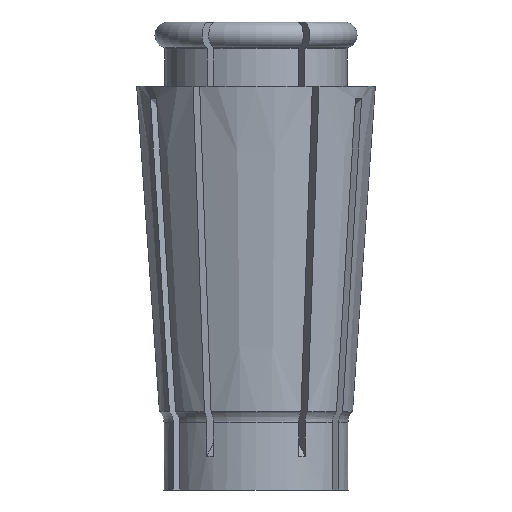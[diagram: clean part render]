
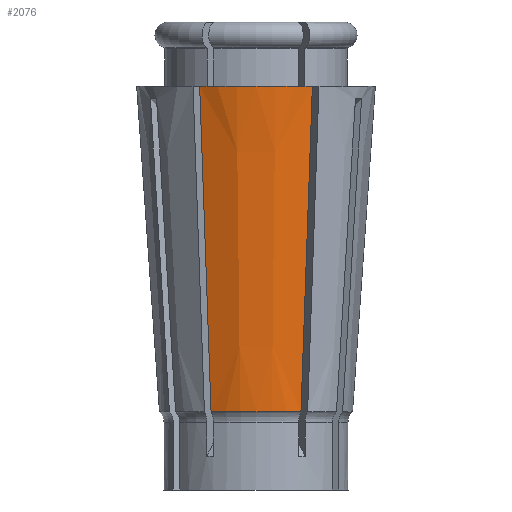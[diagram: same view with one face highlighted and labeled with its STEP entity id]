
A CAD part, left-side view. The second image highlights one B-rep face of the part: STEP entity #2076.
In plain terms, the highlighted conical face has half-angle 4 degrees and reference radius 6.298 mm.
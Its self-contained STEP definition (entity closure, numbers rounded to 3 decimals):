
#47 = EDGE_LOOP ( 'NONE', ( #1451, #2289, #3302, #2653 ) ) ;
#107 = EDGE_CURVE ( 'NONE', #635, #3062, #283, .T. ) ;
#283 = B_SPLINE_CURVE_WITH_KNOTS ( 'NONE', 3,
 ( #3184, #4281, #3162, #2164, #4263, #1113, #4252 ),
 .UNSPECIFIED., .F., .F.,
 ( 4, 3, 4 ),
 ( 0., 0.012, 0.021 ),
 .UNSPECIFIED. ) ;
#293 = CARTESIAN_POINT ( 'NONE',  ( -5.812, 3.067, -21.485 ) ) ;
#540 = CONICAL_SURFACE ( 'NONE', #3365, 6.298, 0.07 ) ;
#635 = VERTEX_POINT ( 'NONE', #3010 ) ;
#1025 = CARTESIAN_POINT ( 'NONE',  ( -6.477, 3.451, -10.503 ) ) ;
#1113 = CARTESIAN_POINT ( 'NONE',  ( -6.668, -3.561, -7.352 ) ) ;
#1450 = FACE_OUTER_BOUND ( 'NONE', #47, .T. ) ;
#1451 = ORIENTED_EDGE ( 'NONE', *, *, #1742, .F. ) ;
#1538 = DIRECTION ( 'NONE',  ( 0., 0., 1. ) ) ;
#1742 = EDGE_CURVE ( 'NONE', #3512, #4504, #4174, .T. ) ;
#1858 = CARTESIAN_POINT ( 'NONE',  ( 0., 0., -25.4 ) ) ;
#1968 = DIRECTION ( 'NONE',  ( 0., 0., 1. ) ) ;
#2034 = EDGE_CURVE ( 'NONE', #3512, #635, #4291, .T. ) ;
#2076 = ADVANCED_FACE ( 'NONE', ( #1450 ), #540, .T. ) ;
#2164 = CARTESIAN_POINT ( 'NONE',  ( -6.286, -3.341, -13.655 ) ) ;
#2286 = DIRECTION ( 'NONE',  ( 1., 0., 0. ) ) ;
#2289 = ORIENTED_EDGE ( 'NONE', *, *, #2034, .T. ) ;
#2653 = ORIENTED_EDGE ( 'NONE', *, *, #4219, .F. ) ;
#2686 = CARTESIAN_POINT ( 'NONE',  ( -6.286, 3.341, -13.655 ) ) ;
#2733 = AXIS2_PLACEMENT_3D ( 'NONE', #4415, #1968, #2286 ) ;
#2998 = DIRECTION ( 'NONE',  ( 1., 0., 0. ) ) ;
#3010 = CARTESIAN_POINT ( 'NONE',  ( -5.575, -2.93, -25.4 ) ) ;
#3062 = VERTEX_POINT ( 'NONE', #4173 ) ;
#3073 = CARTESIAN_POINT ( 'NONE',  ( -6.049, 3.204, -17.57 ) ) ;
#3162 = CARTESIAN_POINT ( 'NONE',  ( -6.049, -3.204, -17.57 ) ) ;
#3171 = CARTESIAN_POINT ( 'NONE',  ( -6.859, 3.671, -4.2 ) ) ;
#3184 = CARTESIAN_POINT ( 'NONE',  ( -5.575, -2.93, -25.4 ) ) ;
#3302 = ORIENTED_EDGE ( 'NONE', *, *, #107, .T. ) ;
#3358 = DIRECTION ( 'NONE',  ( 0., 0., 1. ) ) ;
#3365 = AXIS2_PLACEMENT_3D ( 'NONE', #1858, #1538, #3946 ) ;
#3437 = CARTESIAN_POINT ( 'NONE',  ( -6.668, 3.561, -7.352 ) ) ;
#3512 = VERTEX_POINT ( 'NONE', #4449 ) ;
#3772 = CARTESIAN_POINT ( 'NONE',  ( -6.859, 3.671, -4.2 ) ) ;
#3946 = DIRECTION ( 'NONE',  ( 1., 0., 0. ) ) ;
#3983 = AXIS2_PLACEMENT_3D ( 'NONE', #4118, #3358, #2998 ) ;
#4118 = CARTESIAN_POINT ( 'NONE',  ( 0., 0., -4.2 ) ) ;
#4136 = CARTESIAN_POINT ( 'NONE',  ( -5.575, 2.93, -25.4 ) ) ;
#4173 = CARTESIAN_POINT ( 'NONE',  ( -6.859, -3.671, -4.2 ) ) ;
#4174 = B_SPLINE_CURVE_WITH_KNOTS ( 'NONE', 3,
 ( #4136, #293, #3073, #2686, #1025, #3437, #3772 ),
 .UNSPECIFIED., .F., .F.,
 ( 4, 3, 4 ),
 ( 0., 0.012, 0.021 ),
 .UNSPECIFIED. ) ;
#4194 = CIRCLE ( 'NONE', #3983, 7.78 ) ;
#4219 = EDGE_CURVE ( 'NONE', #4504, #3062, #4194, .T. ) ;
#4252 = CARTESIAN_POINT ( 'NONE',  ( -6.859, -3.671, -4.2 ) ) ;
#4263 = CARTESIAN_POINT ( 'NONE',  ( -6.477, -3.451, -10.503 ) ) ;
#4281 = CARTESIAN_POINT ( 'NONE',  ( -5.812, -3.067, -21.485 ) ) ;
#4291 = CIRCLE ( 'NONE', #2733, 6.298 ) ;
#4415 = CARTESIAN_POINT ( 'NONE',  ( 0., 0., -25.4 ) ) ;
#4449 = CARTESIAN_POINT ( 'NONE',  ( -5.575, 2.93, -25.4 ) ) ;
#4504 = VERTEX_POINT ( 'NONE', #3171 ) ;
